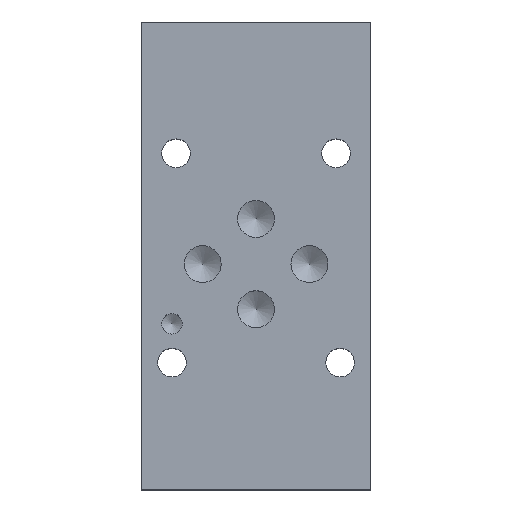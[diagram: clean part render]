
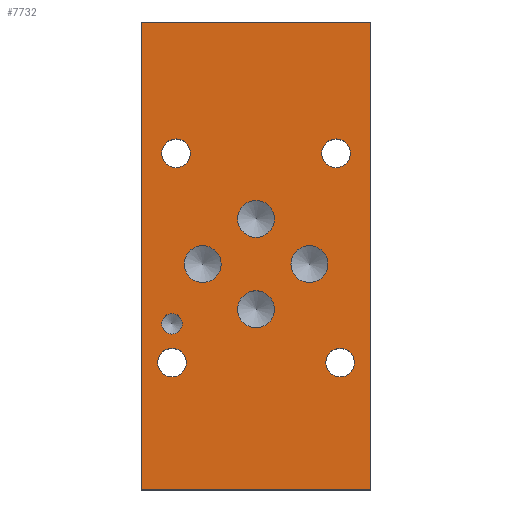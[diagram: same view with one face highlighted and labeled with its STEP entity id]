
A CAD part, top view. The second image highlights one B-rep face of the part: STEP entity #7732.
In plain terms, the highlighted planar face has unit normal (0, 0, 1).
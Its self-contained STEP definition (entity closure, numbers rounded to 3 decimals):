
#88=CIRCLE('',#8079,2.769);
#90=CIRCLE('',#8082,2.769);
#92=CIRCLE('',#8085,2.769);
#94=CIRCLE('',#8088,2.769);
#97=CIRCLE('',#8093,3.569);
#99=CIRCLE('',#8097,3.569);
#101=CIRCLE('',#8101,3.569);
#103=CIRCLE('',#8105,3.569);
#105=CIRCLE('',#8109,1.981);
#148=FACE_BOUND('',#1258,.T.);
#149=FACE_BOUND('',#1259,.T.);
#150=FACE_BOUND('',#1260,.T.);
#151=FACE_BOUND('',#1261,.T.);
#152=FACE_BOUND('',#1262,.T.);
#153=FACE_BOUND('',#1263,.T.);
#154=FACE_BOUND('',#1264,.T.);
#155=FACE_BOUND('',#1265,.T.);
#156=FACE_BOUND('',#1266,.T.);
#817=FACE_OUTER_BOUND('',#1257,.T.);
#1257=EDGE_LOOP('',(#6703,#6704,#6705,#6706));
#1258=EDGE_LOOP('',(#6707));
#1259=EDGE_LOOP('',(#6708));
#1260=EDGE_LOOP('',(#6709));
#1261=EDGE_LOOP('',(#6710));
#1262=EDGE_LOOP('',(#6711));
#1263=EDGE_LOOP('',(#6712));
#1264=EDGE_LOOP('',(#6713));
#1265=EDGE_LOOP('',(#6714));
#1266=EDGE_LOOP('',(#6715));
#1612=LINE('',#11523,#2430);
#2048=LINE('',#12687,#2866);
#2091=LINE('',#12897,#2909);
#2094=LINE('',#12901,#2912);
#2430=VECTOR('',#8651,10.);
#2866=VECTOR('',#9407,10.);
#2909=VECTOR('',#9652,10.);
#2912=VECTOR('',#9657,10.);
#3229=VERTEX_POINT('',#11520);
#3230=VERTEX_POINT('',#11522);
#3542=VERTEX_POINT('',#12686);
#3584=VERTEX_POINT('',#12825);
#3586=VERTEX_POINT('',#12831);
#3588=VERTEX_POINT('',#12837);
#3590=VERTEX_POINT('',#12843);
#3594=VERTEX_POINT('',#12854);
#3597=VERTEX_POINT('',#12863);
#3600=VERTEX_POINT('',#12872);
#3603=VERTEX_POINT('',#12881);
#3606=VERTEX_POINT('',#12890);
#3608=VERTEX_POINT('',#12896);
#4082=EDGE_CURVE('',#3230,#3229,#1612,.T.);
#4550=EDGE_CURVE('',#3542,#3230,#2048,.T.);
#4612=EDGE_CURVE('',#3584,#3584,#88,.T.);
#4615=EDGE_CURVE('',#3586,#3586,#90,.T.);
#4618=EDGE_CURVE('',#3588,#3588,#92,.T.);
#4621=EDGE_CURVE('',#3590,#3590,#94,.T.);
#4626=EDGE_CURVE('',#3594,#3594,#97,.T.);
#4630=EDGE_CURVE('',#3597,#3597,#99,.T.);
#4634=EDGE_CURVE('',#3600,#3600,#101,.T.);
#4638=EDGE_CURVE('',#3603,#3603,#103,.T.);
#4642=EDGE_CURVE('',#3606,#3606,#105,.T.);
#4645=EDGE_CURVE('',#3608,#3542,#2091,.T.);
#4648=EDGE_CURVE('',#3229,#3608,#2094,.T.);
#6703=ORIENTED_EDGE('',*,*,#4550,.T.);
#6704=ORIENTED_EDGE('',*,*,#4082,.T.);
#6705=ORIENTED_EDGE('',*,*,#4648,.T.);
#6706=ORIENTED_EDGE('',*,*,#4645,.T.);
#6707=ORIENTED_EDGE('',*,*,#4612,.T.);
#6708=ORIENTED_EDGE('',*,*,#4615,.T.);
#6709=ORIENTED_EDGE('',*,*,#4618,.T.);
#6710=ORIENTED_EDGE('',*,*,#4621,.T.);
#6711=ORIENTED_EDGE('',*,*,#4626,.T.);
#6712=ORIENTED_EDGE('',*,*,#4630,.T.);
#6713=ORIENTED_EDGE('',*,*,#4634,.T.);
#6714=ORIENTED_EDGE('',*,*,#4638,.T.);
#6715=ORIENTED_EDGE('',*,*,#4642,.T.);
#7000=PLANE('',#8114);
#7732=ADVANCED_FACE('',(#817,#148,#149,#150,#151,#152,#153,#154,#155,#156),
#7000,.T.);
#8079=AXIS2_PLACEMENT_3D('',#12826,#9573,#9574);
#8082=AXIS2_PLACEMENT_3D('',#12832,#9580,#9581);
#8085=AXIS2_PLACEMENT_3D('',#12838,#9587,#9588);
#8088=AXIS2_PLACEMENT_3D('',#12844,#9594,#9595);
#8093=AXIS2_PLACEMENT_3D('',#12855,#9606,#9607);
#8097=AXIS2_PLACEMENT_3D('',#12864,#9616,#9617);
#8101=AXIS2_PLACEMENT_3D('',#12873,#9626,#9627);
#8105=AXIS2_PLACEMENT_3D('',#12882,#9636,#9637);
#8109=AXIS2_PLACEMENT_3D('',#12891,#9646,#9647);
#8114=AXIS2_PLACEMENT_3D('',#12904,#9662,#9663);
#8651=DIRECTION('',(0.,1.,0.));
#9407=DIRECTION('',(1.,0.,0.));
#9573=DIRECTION('center_axis',(0.,0.,-1.));
#9574=DIRECTION('ref_axis',(1.,0.,0.));
#9580=DIRECTION('center_axis',(0.,0.,-1.));
#9581=DIRECTION('ref_axis',(1.,0.,0.));
#9587=DIRECTION('center_axis',(0.,0.,-1.));
#9588=DIRECTION('ref_axis',(1.,0.,0.));
#9594=DIRECTION('center_axis',(0.,0.,-1.));
#9595=DIRECTION('ref_axis',(1.,0.,0.));
#9606=DIRECTION('center_axis',(0.,0.,-1.));
#9607=DIRECTION('ref_axis',(1.,0.,0.));
#9616=DIRECTION('center_axis',(0.,0.,-1.));
#9617=DIRECTION('ref_axis',(1.,0.,0.));
#9626=DIRECTION('center_axis',(0.,0.,-1.));
#9627=DIRECTION('ref_axis',(1.,0.,0.));
#9636=DIRECTION('center_axis',(0.,0.,-1.));
#9637=DIRECTION('ref_axis',(1.,0.,0.));
#9646=DIRECTION('center_axis',(0.,0.,-1.));
#9647=DIRECTION('ref_axis',(1.,0.,0.));
#9652=DIRECTION('',(0.,-1.,0.));
#9657=DIRECTION('',(-1.,0.,0.));
#9662=DIRECTION('center_axis',(0.,0.,1.));
#9663=DIRECTION('ref_axis',(1.,0.,0.));
#11520=CARTESIAN_POINT('',(44.45,90.5,25.4));
#11522=CARTESIAN_POINT('',(44.45,0.,25.4));
#11523=CARTESIAN_POINT('',(44.45,0.,25.4));
#12686=CARTESIAN_POINT('',(0.,0.,25.4));
#12687=CARTESIAN_POINT('',(0.,0.,25.4));
#12825=CARTESIAN_POINT('',(3.988,65.1,25.4));
#12826=CARTESIAN_POINT('Origin',(6.756,65.1,25.4));
#12831=CARTESIAN_POINT('',(3.2,24.613,25.4));
#12832=CARTESIAN_POINT('Origin',(5.969,24.613,25.4));
#12837=CARTESIAN_POINT('',(35.738,24.613,25.4));
#12838=CARTESIAN_POINT('Origin',(38.506,24.613,25.4));
#12843=CARTESIAN_POINT('',(34.95,65.1,25.4));
#12844=CARTESIAN_POINT('Origin',(37.719,65.1,25.4));
#12854=CARTESIAN_POINT('',(18.656,52.4,25.4));
#12855=CARTESIAN_POINT('Origin',(22.225,52.4,25.4));
#12863=CARTESIAN_POINT('',(8.344,43.663,25.4));
#12864=CARTESIAN_POINT('Origin',(11.913,43.663,25.4));
#12872=CARTESIAN_POINT('',(28.994,43.663,25.4));
#12873=CARTESIAN_POINT('Origin',(32.563,43.663,25.4));
#12881=CARTESIAN_POINT('',(18.656,34.925,25.4));
#12882=CARTESIAN_POINT('Origin',(22.225,34.925,25.4));
#12890=CARTESIAN_POINT('',(3.988,32.106,25.4));
#12891=CARTESIAN_POINT('Origin',(5.969,32.106,25.4));
#12896=CARTESIAN_POINT('',(0.,90.5,25.4));
#12897=CARTESIAN_POINT('',(0.,90.5,25.4));
#12901=CARTESIAN_POINT('',(44.45,90.5,25.4));
#12904=CARTESIAN_POINT('Origin',(22.225,45.25,25.4));
